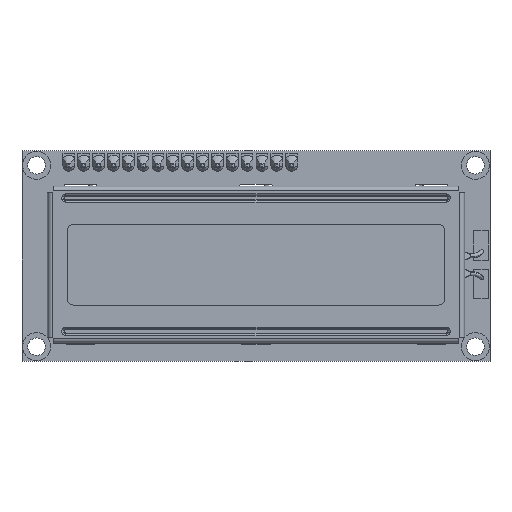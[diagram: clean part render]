
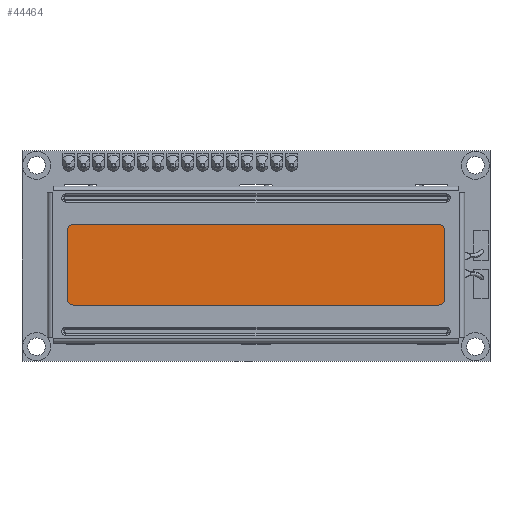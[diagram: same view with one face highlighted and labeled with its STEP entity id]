
A CAD part, top view. The second image highlights one B-rep face of the part: STEP entity #44464.
In plain terms, the highlighted planar face has unit normal (0, 0, 1).
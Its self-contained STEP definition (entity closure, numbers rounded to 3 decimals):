
#2007=PLANE('',#47046);
#5319=LINE('',#73872,#10842);
#5325=LINE('',#73885,#10848);
#5326=LINE('',#73886,#10849);
#5327=LINE('',#73887,#10850);
#10842=VECTOR('',#53175,1000.);
#10848=VECTOR('',#53185,1000.);
#10849=VECTOR('',#53186,1000.);
#10850=VECTOR('',#53187,1000.);
#15499=FACE_OUTER_BOUND('',#17901,.T.);
#17901=EDGE_LOOP('',(#36126,#36127,#36128,#36129));
#21843=VERTEX_POINT('',#73869);
#21844=VERTEX_POINT('',#73871);
#21848=VERTEX_POINT('',#73883);
#21849=VERTEX_POINT('',#73884);
#26971=EDGE_CURVE('',#21844,#21843,#5319,.T.);
#26977=EDGE_CURVE('',#21848,#21849,#5325,.T.);
#26978=EDGE_CURVE('',#21849,#21844,#5326,.T.);
#26979=EDGE_CURVE('',#21843,#21848,#5327,.T.);
#36126=ORIENTED_EDGE('',*,*,#26977,.T.);
#36127=ORIENTED_EDGE('',*,*,#26978,.T.);
#36128=ORIENTED_EDGE('',*,*,#26971,.T.);
#36129=ORIENTED_EDGE('',*,*,#26979,.T.);
#44464=ADVANCED_FACE('',(#15499),#2007,.T.);
#47046=AXIS2_PLACEMENT_3D('',#73882,#53183,#53184);
#53175=DIRECTION('',(0.,-1.,0.));
#53183=DIRECTION('center_axis',(0.,0.,1.));
#53184=DIRECTION('ref_axis',(0.,-1.,0.));
#53185=DIRECTION('',(0.,1.,0.));
#53186=DIRECTION('',(-1.,0.,0.));
#53187=DIRECTION('',(1.,0.,0.));
#73869=CARTESIAN_POINT('',(-34.25,-20.4,10.));
#73871=CARTESIAN_POINT('',(-34.25,4.6,10.));
#73872=CARTESIAN_POINT('',(-34.25,-7.9,10.));
#73882=CARTESIAN_POINT('Origin',(-34.25,4.6,10.));
#73883=CARTESIAN_POINT('',(34.25,-20.4,10.));
#73884=CARTESIAN_POINT('',(34.25,4.6,10.));
#73885=CARTESIAN_POINT('',(34.25,-7.9,10.));
#73886=CARTESIAN_POINT('',(0.,4.6,10.));
#73887=CARTESIAN_POINT('',(0.,-20.4,10.));
